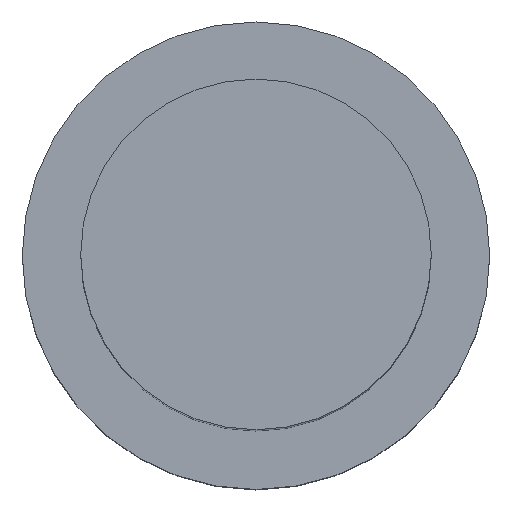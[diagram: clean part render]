
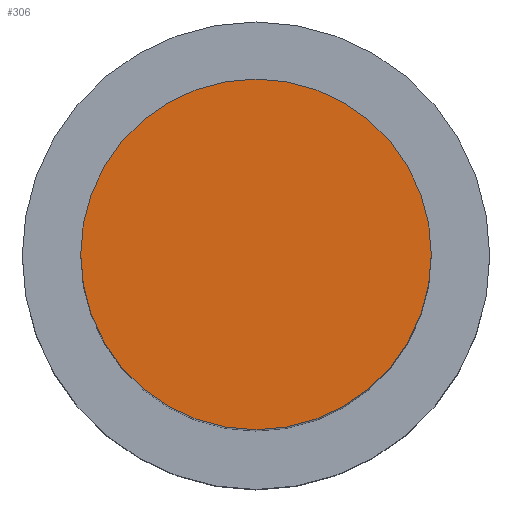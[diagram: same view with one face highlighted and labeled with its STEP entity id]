
A CAD part, top view. The second image highlights one B-rep face of the part: STEP entity #306.
In plain terms, the highlighted planar face has unit normal (0, 0, 1).
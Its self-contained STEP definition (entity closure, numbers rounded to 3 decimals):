
#5 = VERTEX_POINT ( 'NONE', #406 ) ;
#40 = DIRECTION ( 'NONE',  ( 0., 0., 1. ) ) ;
#44 = CARTESIAN_POINT ( 'NONE',  ( 0., 0., 140. ) ) ;
#78 = DIRECTION ( 'NONE',  ( 0., 0., 1. ) ) ;
#91 = CIRCLE ( 'NONE', #364, 22.5 ) ;
#99 = CARTESIAN_POINT ( 'NONE',  ( 22.5, 0., 140. ) ) ;
#112 = DIRECTION ( 'NONE',  ( 0., 0., 1. ) ) ;
#113 = DIRECTION ( 'NONE',  ( 1., 0., 0. ) ) ;
#117 = EDGE_LOOP ( 'NONE', ( #301, #197 ) ) ;
#124 = AXIS2_PLACEMENT_3D ( 'NONE', #44, #78, #113 ) ;
#141 = CARTESIAN_POINT ( 'NONE',  ( 0., 0., 140. ) ) ;
#174 = DIRECTION ( 'NONE',  ( 1., 0., 0. ) ) ;
#197 = ORIENTED_EDGE ( 'NONE', *, *, #229, .T. ) ;
#201 = FACE_OUTER_BOUND ( 'NONE', #117, .T. ) ;
#206 = VERTEX_POINT ( 'NONE', #99 ) ;
#229 = EDGE_CURVE ( 'NONE', #206, #5, #231, .T. ) ;
#231 = CIRCLE ( 'NONE', #264, 22.5 ) ;
#245 = PLANE ( 'NONE',  #124 ) ;
#264 = AXIS2_PLACEMENT_3D ( 'NONE', #141, #40, #174 ) ;
#269 = EDGE_CURVE ( 'NONE', #5, #206, #91, .T. ) ;
#301 = ORIENTED_EDGE ( 'NONE', *, *, #269, .T. ) ;
#306 = ADVANCED_FACE ( 'NONE', ( #201 ), #245, .T. ) ;
#320 = DIRECTION ( 'NONE',  ( 1., 0., 0. ) ) ;
#355 = CARTESIAN_POINT ( 'NONE',  ( 0., 0., 140. ) ) ;
#364 = AXIS2_PLACEMENT_3D ( 'NONE', #355, #112, #320 ) ;
#406 = CARTESIAN_POINT ( 'NONE',  ( -22.5, 0., 140. ) ) ;
